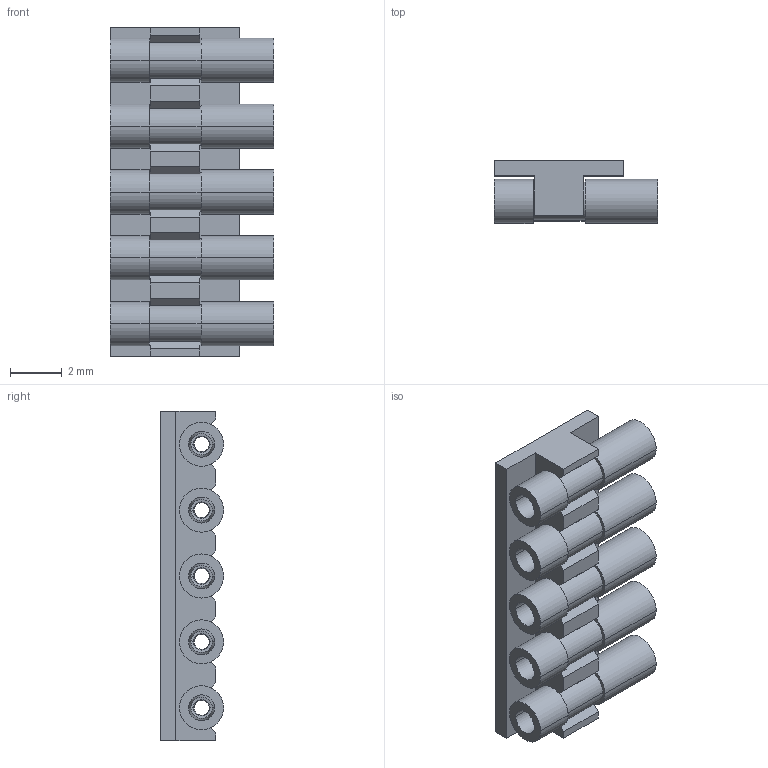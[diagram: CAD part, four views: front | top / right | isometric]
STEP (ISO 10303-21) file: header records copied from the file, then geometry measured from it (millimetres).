
FILE_DESCRIPTION(('STEP AP242'),'1');
FILE_NAME('pcb_connector_8fm-78-0005-02-146.stp','2020-06-10T17:01:32',('TraceParts'),('TraceParts S.A.'),'Spatial InterOp 3D',' ',' ');
FILE_SCHEMA(('AP242_MANAGED_MODEL_BASED_3D_ENGINEERING_MIM_LF {1 0 10303 442 1 1 4}'));
Length unit declared in the file: millimetre
Products named in the file (1): pcb_connector_8fm-78-0005-02-146_1
Bounding box: 6.3 x 2.44 x 12.7 mm (x, y, z)
Volume: 97.6 mm3; surface area: 528.4 mm2
Topology: 6 solids, 6 shells, 190 faces, 434 edges, 266 vertices
Faces by surface type: cylinder 75, cone 50, plane 45, torus 20
Entity records: 6954 total; most frequent: DIRECTION 1066, CARTESIAN_POINT 896, ORIENTED_EDGE 868, AXIS2_PLACEMENT_3D 436, EDGE_CURVE 434, VERTEX_POINT 266, CIRCLE 240, EDGE_LOOP 210
